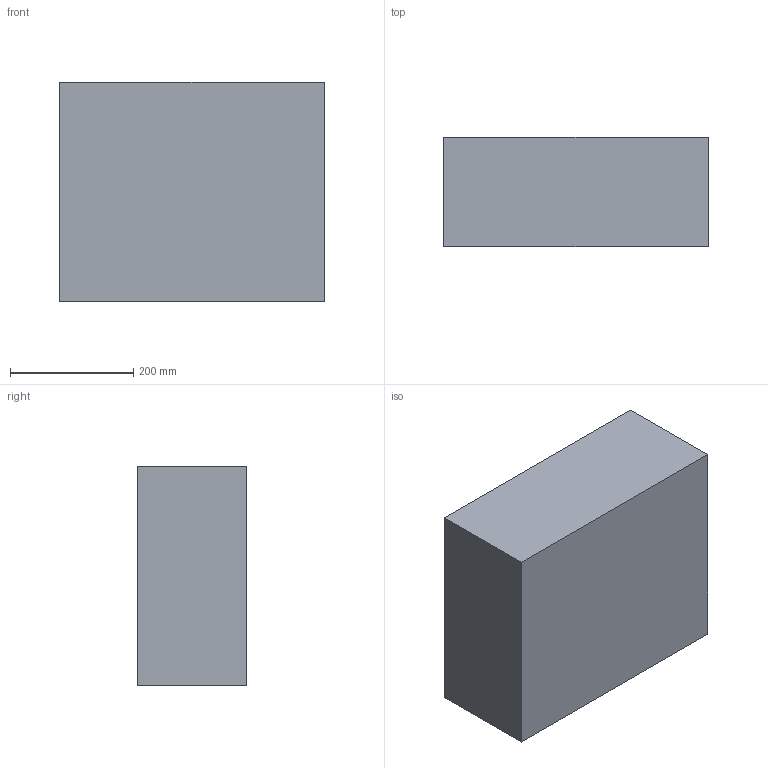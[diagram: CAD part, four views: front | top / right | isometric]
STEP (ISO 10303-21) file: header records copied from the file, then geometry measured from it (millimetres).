
FILE_DESCRIPTION (( 'STEP AP214' ), '1' );
FILE_NAME ('1507 Bottom Tub.STEP', '2019-02-13T20:55:26', ( '' ), ( '' ), 'SwSTEP 2.0', 'SolidWorks 2016', '' );
FILE_SCHEMA (( 'AUTOMOTIVE_DESIGN' ));
Length unit declared in the file: inch
Products named in the file (1): 1507 Bottom Tub
Bounding box: 428.6 x 176.91 x 356.89 mm (x, y, z)
Volume: 8360411 mm3; surface area: 787637.8 mm2
Topology: 1 solids, 1 shells, 305 faces, 776 edges, 484 vertices
Faces by surface type: bspline 176, cylinder 75, plane 54
Entity records: 25919 total; most frequent: CARTESIAN_POINT 19909, ORIENTED_EDGE 1552, DIRECTION 790, EDGE_CURVE 776, VERTEX_POINT 484, B_SPLINE_CURVE_WITH_KNOTS 355, EDGE_LOOP 316, ADVANCED_FACE 305
